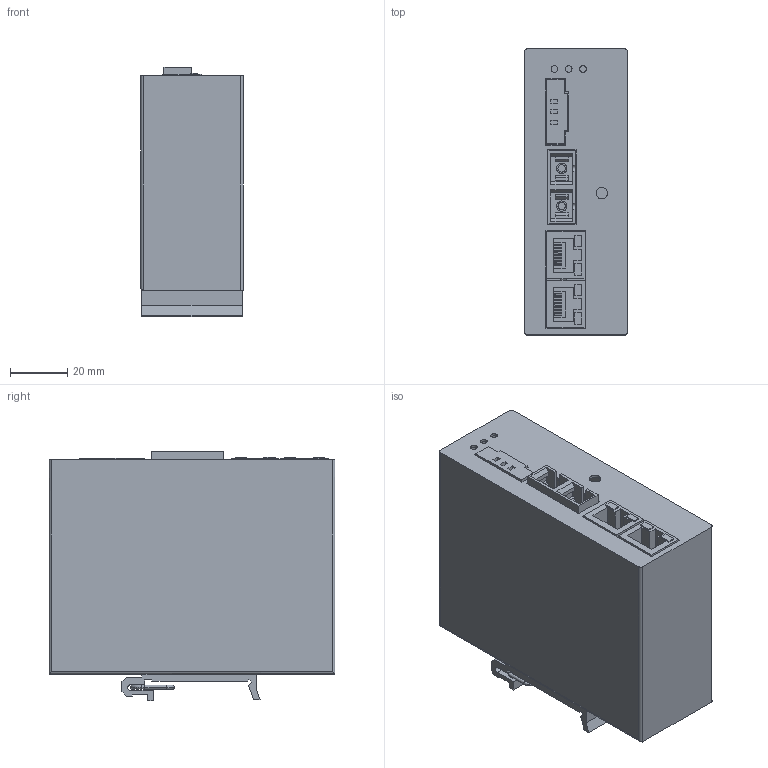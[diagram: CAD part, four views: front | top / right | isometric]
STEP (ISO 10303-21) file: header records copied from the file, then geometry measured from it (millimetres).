
FILE_DESCRIPTION((''),'2;1');
FILE_NAME('000ZHENGJI_ASM','2023-06-02T',('jitianxu'),(''),'PRO/ENGINEER BY PARAMETRIC TECHNOLOGY CORPORATION, 2009360','PRO/ENGINEER BY PARAMETRIC TECHNOLOGY CORPORATION, 2009360','');
FILE_SCHEMA(('AUTOMOTIVE_DESIGN_CC2 { 1 2 10303 214 -1 1 5 2 }'));
Length unit declared in the file: millimetre
Products named in the file (9): KOM300-JIKE; DIANYUANDUANZI; 102012011-SC-NTR; 107022004-1-1RJ45; KAGUI35MM0_1; KAHUANG35MM_1; XINGCAIKAGUI35MM_ASM_1_ASM; 35MM__ASM; 000ZHENGJI_ASM
Assembly tree (9 placements, depth 4):
  000ZHENGJI_ASM
    KOM300-JIKE
    DIANYUANDUANZI
    102012011-SC-NTR
    107022004-1-1RJ45  x2
    35MM__ASM
      XINGCAIKAGUI35MM_ASM_1_ASM
        KAGUI35MM0_1
        KAHUANG35MM_1
Bounding box: 36 x 100 x 87.3 mm (x, y, z)
Volume: 46800.3 mm3; surface area: 68574.1 mm2
Topology: 7 solids, 7 shells, 457 faces, 1160 edges, 755 vertices
Faces by surface type: plane 335, cylinder 108, torus 10, cone 4
Entity records: 13472 total; most frequent: CARTESIAN_POINT 1896, DIRECTION 1865, ORIENTED_EDGE 1816, EDGE_CURVE 908, VECTOR 705, LINE 705, PRESENTATION_STYLE_ASSIGNMENT 639, VERTEX_POINT 591
